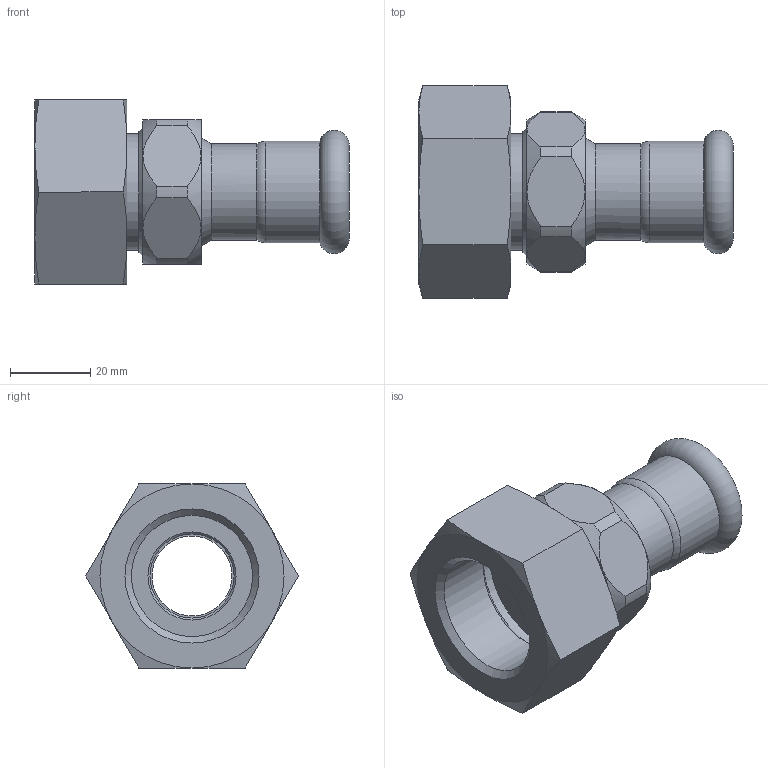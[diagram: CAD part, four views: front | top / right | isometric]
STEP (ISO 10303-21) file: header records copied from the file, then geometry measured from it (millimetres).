
FILE_DESCRIPTION(/* description */ ('Bocch. s/piana F 1"x22 I/I Inoxpres'),/* implementation_level */ '2;1');
FILE_NAME(/* name */ '184022013I_Inoxpres.stp',/* time_stamp */ '2022-10-11T14:18:41+02:00',/* author */ ('Vault'),/* organization */ ('Raccorderie metalliche s.p.a.'),/* preprocessor_version */ 'ST-DEVELOPER v18.1',/* originating_system */ 'Autodesk Inventor 2020',/* authorisation */ 'Raccorderie metalliche s.p.a.');
FILE_SCHEMA (('AUTOMOTIVE_DESIGN { 1 0 10303 214 3 1 1 }'));
Length unit declared in the file: millimetre
Products named in the file (1): 184022013I_Inoxpres
Bounding box: 78.5 x 53.12 x 46 mm (x, y, z)
Volume: 43132.3 mm3; surface area: 20343.7 mm2
Topology: 1 solids, 2 shells, 92 faces, 232 edges, 153 vertices
Faces by surface type: cone 38, plane 25, cylinder 22, torus 7
Full cylindrical faces by diameter (mm): 20 x1, 21 x2, 22.3 x1, 22.9 x2, 24 x1, 25.3 x1, 27 x1, 27.5 x1, 29 x1, 30 x2, 30.291 x1, 30.4 x1, 35 x1
Entity records: 2831 total; most frequent: CARTESIAN_POINT 574, DIRECTION 506, ORIENTED_EDGE 464, EDGE_CURVE 232, AXIS2_PLACEMENT_3D 229, VERTEX_POINT 153, CIRCLE 136, EDGE_LOOP 105
